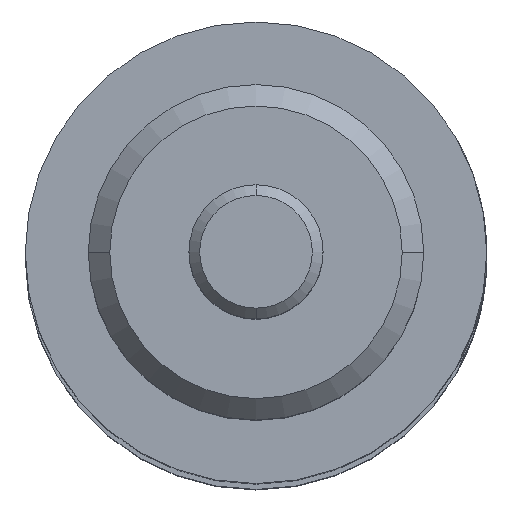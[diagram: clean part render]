
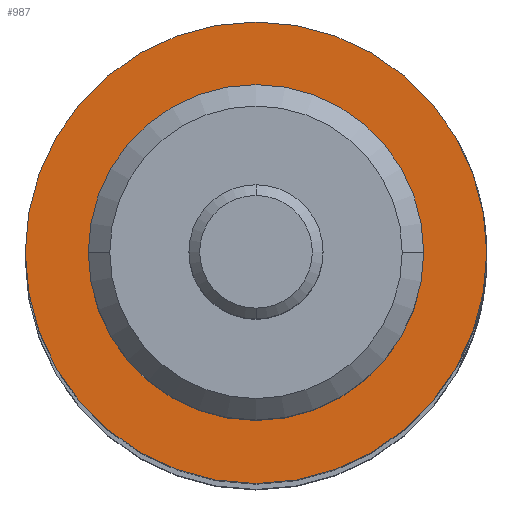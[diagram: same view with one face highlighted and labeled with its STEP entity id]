
A CAD part, top view. The second image highlights one B-rep face of the part: STEP entity #987.
In plain terms, the highlighted face is planar.
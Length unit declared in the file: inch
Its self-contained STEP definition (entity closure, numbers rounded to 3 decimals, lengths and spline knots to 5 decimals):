
#100 = CARTESIAN_POINT ( 'NONE',  ( 0.5, 0., 0.43 ) ) ;
#109 = DIRECTION ( 'NONE',  ( 1., 0., 0. ) ) ;
#198 = CARTESIAN_POINT ( 'NONE',  ( 0.5, 0., 0.3125 ) ) ;
#367 = FACE_BOUND ( 'NONE', #2829, .T. ) ;
#369 = DIRECTION ( 'NONE',  ( -1., 0., 0. ) ) ;
#411 = AXIS2_PLACEMENT_3D ( 'NONE', #1372, #3019, #1599 ) ;
#469 = EDGE_LOOP ( 'NONE', ( #2984, #1583 ) ) ;
#562 = CARTESIAN_POINT ( 'NONE',  ( 0.5, 0., 0. ) ) ;
#738 = CIRCLE ( 'NONE', #861, 0.43 ) ;
#804 = DIRECTION ( 'NONE',  ( 0., 0., 1. ) ) ;
#817 = CARTESIAN_POINT ( 'NONE',  ( 0.5, 0.43, 0. ) ) ;
#861 = AXIS2_PLACEMENT_3D ( 'NONE', #562, #2218, #804 ) ;
#987 = ADVANCED_FACE ( 'NONE', ( #367, #2818 ), #2701, .F. ) ;
#1057 = AXIS2_PLACEMENT_3D ( 'NONE', #1330, #2978, #1563 ) ;
#1149 = VERTEX_POINT ( 'NONE', #2174 ) ;
#1276 = AXIS2_PLACEMENT_3D ( 'NONE', #817, #109, #1766 ) ;
#1286 = VERTEX_POINT ( 'NONE', #2296 ) ;
#1315 = EDGE_CURVE ( 'NONE', #2417, #1149, #2779, .T. ) ;
#1330 = CARTESIAN_POINT ( 'NONE',  ( 0.5, 0., 0. ) ) ;
#1335 = EDGE_CURVE ( 'NONE', #1286, #1936, #1533, .T. ) ;
#1372 = CARTESIAN_POINT ( 'NONE',  ( 0.5, 0., 0. ) ) ;
#1533 = CIRCLE ( 'NONE', #1057, 0.43 ) ;
#1563 = DIRECTION ( 'NONE',  ( 0., 0., 1. ) ) ;
#1583 = ORIENTED_EDGE ( 'NONE', *, *, #1335, .T. ) ;
#1599 = DIRECTION ( 'NONE',  ( 0., 0., 1. ) ) ;
#1713 = ORIENTED_EDGE ( 'NONE', *, *, #1315, .F. ) ;
#1743 = CIRCLE ( 'NONE', #2188, 0.3125 ) ;
#1766 = DIRECTION ( 'NONE',  ( 0., 0., -1. ) ) ;
#1795 = CARTESIAN_POINT ( 'NONE',  ( 0.5, 0., 0. ) ) ;
#1936 = VERTEX_POINT ( 'NONE', #100 ) ;
#2027 = DIRECTION ( 'NONE',  ( 0., 0., 1. ) ) ;
#2174 = CARTESIAN_POINT ( 'NONE',  ( 0.5, 0., -0.3125 ) ) ;
#2188 = AXIS2_PLACEMENT_3D ( 'NONE', #1795, #369, #2027 ) ;
#2218 = DIRECTION ( 'NONE',  ( -1., 0., 0. ) ) ;
#2296 = CARTESIAN_POINT ( 'NONE',  ( 0.5, 0., -0.43 ) ) ;
#2417 = VERTEX_POINT ( 'NONE', #198 ) ;
#2514 = EDGE_CURVE ( 'NONE', #1149, #2417, #1743, .T. ) ;
#2598 = ORIENTED_EDGE ( 'NONE', *, *, #2514, .F. ) ;
#2701 = PLANE ( 'NONE',  #1276 ) ;
#2735 = EDGE_CURVE ( 'NONE', #1936, #1286, #738, .T. ) ;
#2779 = CIRCLE ( 'NONE', #411, 0.3125 ) ;
#2818 = FACE_OUTER_BOUND ( 'NONE', #469, .T. ) ;
#2829 = EDGE_LOOP ( 'NONE', ( #1713, #2598 ) ) ;
#2978 = DIRECTION ( 'NONE',  ( -1., 0., 0. ) ) ;
#2984 = ORIENTED_EDGE ( 'NONE', *, *, #2735, .T. ) ;
#3019 = DIRECTION ( 'NONE',  ( -1., 0., 0. ) ) ;
